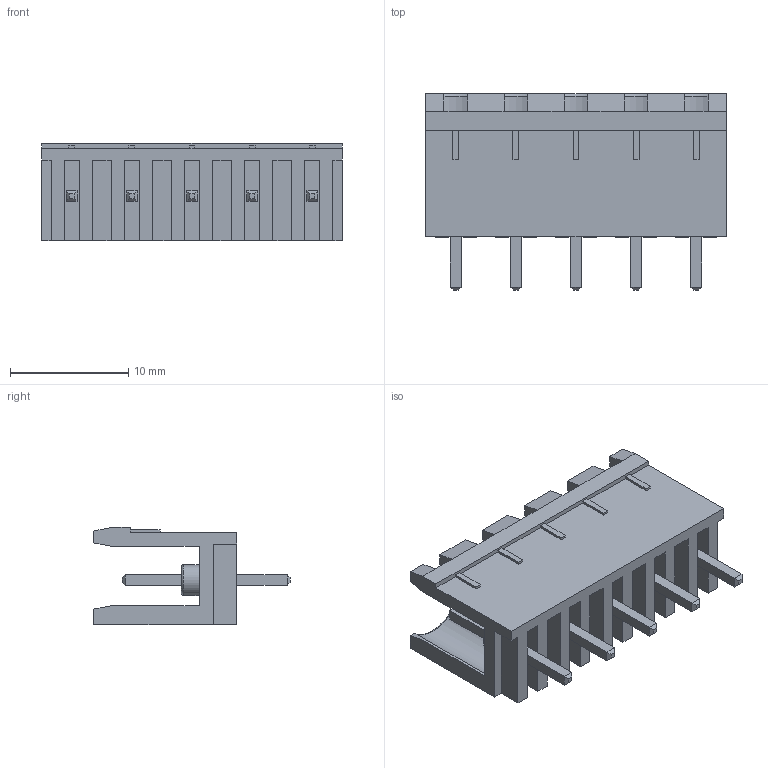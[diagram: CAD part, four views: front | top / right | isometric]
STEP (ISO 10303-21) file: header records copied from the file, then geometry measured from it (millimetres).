
FILE_DESCRIPTION (( 'STEP AP214' ), '1' );
FILE_NAME ('1E1E378A-A312-4D7A-876E-91F2BE2B15FD.STEP', '2025-06-23T21:06:33', ( '' ), ( '' ), 'SwSTEP 2.0', 'SolidWorks 2022', '' );
FILE_SCHEMA (( 'AUTOMOTIVE_DESIGN' ));
Length unit declared in the file: millimetre
Products named in the file (1): 1E1E378A-A312-4D7A-876E-91F2BE2B15FD
Bounding box: 25.4 x 16.6 x 8.2 mm (x, y, z)
Volume: 1015.5 mm3; surface area: 2094.6 mm2
Topology: 1 solids, 1 shells, 242 faces, 605 edges, 380 vertices
Faces by surface type: plane 212, torus 15, cylinder 15
Entity records: 8098 total; most frequent: CARTESIAN_POINT 1328, ORIENTED_EDGE 1210, DIRECTION 1126, EDGE_CURVE 605, LINE 530, VECTOR 530, VERTEX_POINT 380, AXIS2_PLACEMENT_3D 298
